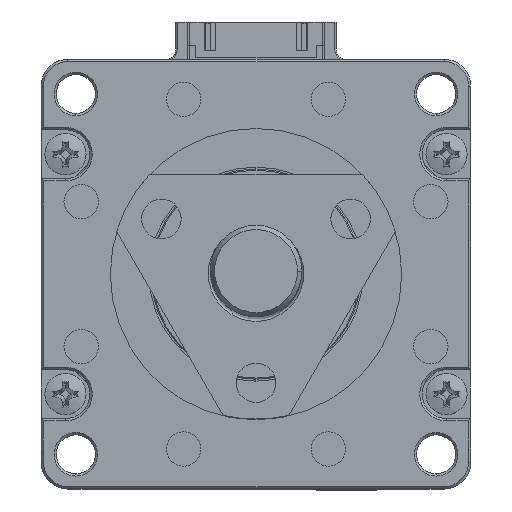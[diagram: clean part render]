
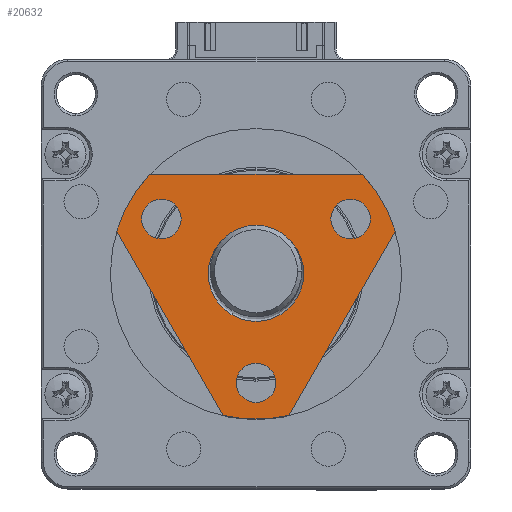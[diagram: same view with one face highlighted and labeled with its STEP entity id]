
A CAD part, top view. The second image highlights one B-rep face of the part: STEP entity #20632.
In plain terms, the highlighted planar face has unit normal (0, 0, 1).
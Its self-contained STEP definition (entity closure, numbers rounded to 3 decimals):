
#701 = LINE ( 'NONE', #23636, #22242 ) ;
#1153 = DIRECTION ( 'NONE',  ( -1., 0., 0. ) ) ;
#1299 = ORIENTED_EDGE ( 'NONE', *, *, #10553, .F. ) ;
#1470 = EDGE_LOOP ( 'NONE', ( #29220, #25800 ) ) ;
#1728 = AXIS2_PLACEMENT_3D ( 'NONE', #12373, #4933, #29586 ) ;
#2797 = FACE_OUTER_BOUND ( 'NONE', #11874, .T. ) ;
#3369 = FACE_BOUND ( 'NONE', #15133, .T. ) ;
#3487 = AXIS2_PLACEMENT_3D ( 'NONE', #13414, #23691, #16359 ) ;
#4104 = AXIS2_PLACEMENT_3D ( 'NONE', #13730, #42157, #35227 ) ;
#4321 = DIRECTION ( 'NONE',  ( -1., 0., 0. ) ) ;
#4848 = EDGE_CURVE ( 'NONE', #14235, #9659, #17827, .T. ) ;
#4933 = DIRECTION ( 'NONE',  ( 0., 0., 1. ) ) ;
#5022 = CARTESIAN_POINT ( 'NONE',  ( -18.221, 5.559, 40.4 ) ) ;
#5878 = EDGE_CURVE ( 'NONE', #28584, #40452, #17740, .T. ) ;
#6394 = CIRCLE ( 'NONE', #14946, 2.58 ) ;
#7588 = AXIS2_PLACEMENT_3D ( 'NONE', #45052, #45638, #20706 ) ;
#8659 = ORIENTED_EDGE ( 'NONE', *, *, #10523, .F. ) ;
#8873 = EDGE_CURVE ( 'NONE', #40452, #28584, #44030, .T. ) ;
#9438 = LINE ( 'NONE', #41041, #28149 ) ;
#9659 = VERTEX_POINT ( 'NONE', #38436 ) ;
#9986 = FACE_BOUND ( 'NONE', #16550, .T. ) ;
#10341 = CARTESIAN_POINT ( 'NONE',  ( -14.956, 7.145, 40.4 ) ) ;
#10481 = ORIENTED_EDGE ( 'NONE', *, *, #35305, .F. ) ;
#10518 = ORIENTED_EDGE ( 'NONE', *, *, #36887, .F. ) ;
#10523 = EDGE_CURVE ( 'NONE', #39741, #45639, #32872, .T. ) ;
#10553 = EDGE_CURVE ( 'NONE', #45639, #44517, #42230, .T. ) ;
#11268 = CARTESIAN_POINT ( 'NONE',  ( -12.376, 7.145, 40.4 ) ) ;
#11874 = EDGE_LOOP ( 'NONE', ( #23088, #27431, #44560, #1299, #8659, #35538 ) ) ;
#12190 = CARTESIAN_POINT ( 'NONE',  ( -4.296, -18.559, 40.4 ) ) ;
#12238 = FACE_BOUND ( 'NONE', #24860, .T. ) ;
#12320 = CARTESIAN_POINT ( 'NONE',  ( 4.296, -18.559, 40.4 ) ) ;
#12373 = CARTESIAN_POINT ( 'NONE',  ( 12.376, 7.145, 40.4 ) ) ;
#12379 = CIRCLE ( 'NONE', #7588, 19.05 ) ;
#13414 = CARTESIAN_POINT ( 'NONE',  ( 0., 0., 40.4 ) ) ;
#13730 = CARTESIAN_POINT ( 'NONE',  ( 0., -14.29, 40.4 ) ) ;
#13849 = ORIENTED_EDGE ( 'NONE', *, *, #26170, .F. ) ;
#13939 = AXIS2_PLACEMENT_3D ( 'NONE', #15484, #19312, #15793 ) ;
#14235 = VERTEX_POINT ( 'NONE', #34009 ) ;
#14553 = CIRCLE ( 'NONE', #34804, 6.25 ) ;
#14946 = AXIS2_PLACEMENT_3D ( 'NONE', #27922, #24819, #24363 ) ;
#15133 = EDGE_LOOP ( 'NONE', ( #10481, #13849 ) ) ;
#15289 = EDGE_CURVE ( 'NONE', #36337, #27907, #6394, .T. ) ;
#15484 = CARTESIAN_POINT ( 'NONE',  ( 0., 0., 40.4 ) ) ;
#15793 = DIRECTION ( 'NONE',  ( -1., 0., 0. ) ) ;
#15993 = DIRECTION ( 'NONE',  ( 1., 0., 0. ) ) ;
#16359 = DIRECTION ( 'NONE',  ( 1., 0., 0. ) ) ;
#16550 = EDGE_LOOP ( 'NONE', ( #10518, #40739 ) ) ;
#17355 = EDGE_CURVE ( 'NONE', #9659, #39741, #701, .T. ) ;
#17740 = CIRCLE ( 'NONE', #45326, 2.58 ) ;
#17827 = CIRCLE ( 'NONE', #25737, 19.05 ) ;
#18522 = CARTESIAN_POINT ( 'NONE',  ( 14.956, 7.145, 40.4 ) ) ;
#18776 = DIRECTION ( 'NONE',  ( 0., 0., 1. ) ) ;
#19237 = AXIS2_PLACEMENT_3D ( 'NONE', #40194, #37116, #22934 ) ;
#19312 = DIRECTION ( 'NONE',  ( 0., 0., -1. ) ) ;
#19815 = DIRECTION ( 'NONE',  ( -0.5, -0.866, 0. ) ) ;
#20100 = DIRECTION ( 'NONE',  ( 1., 0., 0. ) ) ;
#20632 = ADVANCED_FACE ( 'NONE', ( #3369, #12238, #9986, #33153, #2797 ), #26381, .F. ) ;
#20706 = DIRECTION ( 'NONE',  ( 1., 0., 0. ) ) ;
#22242 = VECTOR ( 'NONE', #19815, 1000. ) ;
#22773 = DIRECTION ( 'NONE',  ( -0.5, 0.866, 0. ) ) ;
#22883 = CARTESIAN_POINT ( 'NONE',  ( 0., 0., 40.4 ) ) ;
#22934 = DIRECTION ( 'NONE',  ( 1., 0., 0. ) ) ;
#23088 = ORIENTED_EDGE ( 'NONE', *, *, #4848, .F. ) ;
#23224 = CIRCLE ( 'NONE', #30258, 2.58 ) ;
#23636 = CARTESIAN_POINT ( 'NONE',  ( 18.221, 5.559, 40.4 ) ) ;
#23691 = DIRECTION ( 'NONE',  ( 0., 0., 1. ) ) ;
#24358 = VERTEX_POINT ( 'NONE', #24798 ) ;
#24363 = DIRECTION ( 'NONE',  ( -1., 0., 0. ) ) ;
#24798 = CARTESIAN_POINT ( 'NONE',  ( -9.796, 7.145, 40.4 ) ) ;
#24819 = DIRECTION ( 'NONE',  ( 0., 0., 1. ) ) ;
#24860 = EDGE_LOOP ( 'NONE', ( #25427, #36623 ) ) ;
#25427 = ORIENTED_EDGE ( 'NONE', *, *, #35004, .F. ) ;
#25737 = AXIS2_PLACEMENT_3D ( 'NONE', #22883, #36592, #15993 ) ;
#25800 = ORIENTED_EDGE ( 'NONE', *, *, #5878, .F. ) ;
#26170 = EDGE_CURVE ( 'NONE', #35231, #41355, #14553, .T. ) ;
#26381 = PLANE ( 'NONE',  #13939 ) ;
#26489 = CIRCLE ( 'NONE', #3487, 6.25 ) ;
#26516 = AXIS2_PLACEMENT_3D ( 'NONE', #11268, #18776, #4321 ) ;
#27303 = DIRECTION ( 'NONE',  ( 0., 0., 1. ) ) ;
#27431 = ORIENTED_EDGE ( 'NONE', *, *, #43169, .F. ) ;
#27907 = VERTEX_POINT ( 'NONE', #44422 ) ;
#27922 = CARTESIAN_POINT ( 'NONE',  ( 12.376, 7.145, 40.4 ) ) ;
#28149 = VECTOR ( 'NONE', #33944, 1000. ) ;
#28584 = VERTEX_POINT ( 'NONE', #39303 ) ;
#29220 = ORIENTED_EDGE ( 'NONE', *, *, #8873, .F. ) ;
#29350 = VERTEX_POINT ( 'NONE', #37805 ) ;
#29586 = DIRECTION ( 'NONE',  ( -1., 0., 0. ) ) ;
#29811 = CARTESIAN_POINT ( 'NONE',  ( -12.376, 7.145, 40.4 ) ) ;
#30246 = CIRCLE ( 'NONE', #1728, 2.58 ) ;
#30258 = AXIS2_PLACEMENT_3D ( 'NONE', #29811, #33505, #36908 ) ;
#32004 = CIRCLE ( 'NONE', #26516, 2.58 ) ;
#32872 = CIRCLE ( 'NONE', #19237, 19.05 ) ;
#33153 = FACE_BOUND ( 'NONE', #1470, .T. ) ;
#33505 = DIRECTION ( 'NONE',  ( 0., 0., 1. ) ) ;
#33944 = DIRECTION ( 'NONE',  ( 1., 0., 0. ) ) ;
#34009 = CARTESIAN_POINT ( 'NONE',  ( 13.925, 13., 40.4 ) ) ;
#34015 = CARTESIAN_POINT ( 'NONE',  ( -6.25, 0., 40.4 ) ) ;
#34558 = VERTEX_POINT ( 'NONE', #10341 ) ;
#34804 = AXIS2_PLACEMENT_3D ( 'NONE', #41334, #27303, #20100 ) ;
#35004 = EDGE_CURVE ( 'NONE', #34558, #24358, #32004, .T. ) ;
#35227 = DIRECTION ( 'NONE',  ( -1., 0., 0. ) ) ;
#35231 = VERTEX_POINT ( 'NONE', #34015 ) ;
#35305 = EDGE_CURVE ( 'NONE', #41355, #35231, #26489, .T. ) ;
#35538 = ORIENTED_EDGE ( 'NONE', *, *, #17355, .F. ) ;
#36337 = VERTEX_POINT ( 'NONE', #18522 ) ;
#36592 = DIRECTION ( 'NONE',  ( 0., 0., -1. ) ) ;
#36623 = ORIENTED_EDGE ( 'NONE', *, *, #43050, .F. ) ;
#36887 = EDGE_CURVE ( 'NONE', #27907, #36337, #30246, .T. ) ;
#36908 = DIRECTION ( 'NONE',  ( -1., 0., 0. ) ) ;
#37049 = CARTESIAN_POINT ( 'NONE',  ( -2.58, -14.29, 40.4 ) ) ;
#37116 = DIRECTION ( 'NONE',  ( 0., 0., -1. ) ) ;
#37805 = CARTESIAN_POINT ( 'NONE',  ( -13.925, 13., 40.4 ) ) ;
#37825 = VECTOR ( 'NONE', #22773, 1000. ) ;
#38436 = CARTESIAN_POINT ( 'NONE',  ( 18.221, 5.559, 40.4 ) ) ;
#39303 = CARTESIAN_POINT ( 'NONE',  ( 2.58, -14.29, 40.4 ) ) ;
#39572 = CARTESIAN_POINT ( 'NONE',  ( -4.296, -18.559, 40.4 ) ) ;
#39741 = VERTEX_POINT ( 'NONE', #12320 ) ;
#39866 = CARTESIAN_POINT ( 'NONE',  ( 0., -14.29, 40.4 ) ) ;
#40194 = CARTESIAN_POINT ( 'NONE',  ( 0., 0., 40.4 ) ) ;
#40452 = VERTEX_POINT ( 'NONE', #37049 ) ;
#40739 = ORIENTED_EDGE ( 'NONE', *, *, #15289, .F. ) ;
#41041 = CARTESIAN_POINT ( 'NONE',  ( 0., 13., 40.4 ) ) ;
#41334 = CARTESIAN_POINT ( 'NONE',  ( 0., 0., 40.4 ) ) ;
#41355 = VERTEX_POINT ( 'NONE', #42613 ) ;
#42157 = DIRECTION ( 'NONE',  ( 0., 0., 1. ) ) ;
#42230 = LINE ( 'NONE', #12190, #37825 ) ;
#42613 = CARTESIAN_POINT ( 'NONE',  ( 6.25, 0., 40.4 ) ) ;
#43050 = EDGE_CURVE ( 'NONE', #24358, #34558, #23224, .T. ) ;
#43097 = DIRECTION ( 'NONE',  ( 0., 0., 1. ) ) ;
#43169 = EDGE_CURVE ( 'NONE', #29350, #14235, #9438, .T. ) ;
#44030 = CIRCLE ( 'NONE', #4104, 2.58 ) ;
#44422 = CARTESIAN_POINT ( 'NONE',  ( 9.796, 7.145, 40.4 ) ) ;
#44517 = VERTEX_POINT ( 'NONE', #5022 ) ;
#44560 = ORIENTED_EDGE ( 'NONE', *, *, #44741, .F. ) ;
#44741 = EDGE_CURVE ( 'NONE', #44517, #29350, #12379, .T. ) ;
#45052 = CARTESIAN_POINT ( 'NONE',  ( 0., 0., 40.4 ) ) ;
#45326 = AXIS2_PLACEMENT_3D ( 'NONE', #39866, #43097, #1153 ) ;
#45638 = DIRECTION ( 'NONE',  ( 0., 0., -1. ) ) ;
#45639 = VERTEX_POINT ( 'NONE', #39572 ) ;
